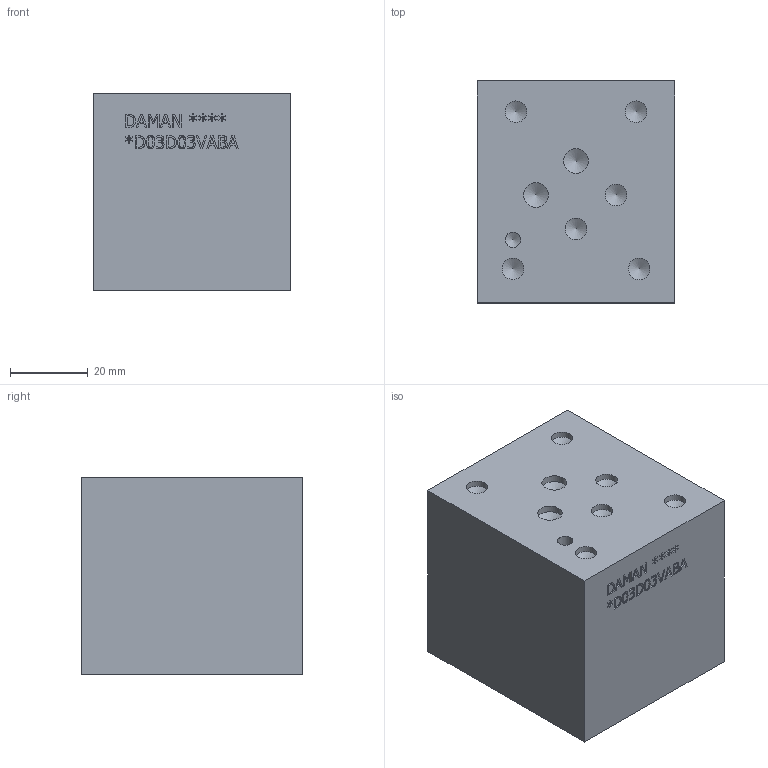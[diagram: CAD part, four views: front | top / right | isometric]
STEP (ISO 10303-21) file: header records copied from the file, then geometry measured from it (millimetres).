
FILE_DESCRIPTION(/* description */ (''),/* implementation_level */ '2;1');
FILE_NAME(/* name */ '_D03D03VABA.stp',/* time_stamp */ '2020-09-03T13:05:06-04:00',/* author */ ('devonn'),/* organization */ (''),/* preprocessor_version */ 'ST-DEVELOPER v17',/* originating_system */ 'Autodesk Inventor 2019',/* authorisation */ '');
FILE_SCHEMA (('AUTOMOTIVE_DESIGN { 1 0 10303 214 3 1 1 }'));
Length unit declared in the file: millimetre
Products named in the file (1): Part_AD03D03VABA.B00462R3_3D
Bounding box: 50.8 x 57.14 x 50.8 mm (x, y, z)
Volume: 145935.3 mm3; surface area: 17846.9 mm2
Topology: 1 solids, 1 shells, 389 faces, 1078 edges, 726 vertices
Faces by surface type: plane 249, bspline 100, cylinder 22, cone 18
Full cylindrical faces by diameter (mm): 3.175 x1, 3.962 x1, 5.563 x12, 6.35 x4, 12.7 x4
Entity records: 13150 total; most frequent: CARTESIAN_POINT 3476, ORIENTED_EDGE 2120, DIRECTION 1524, EDGE_CURVE 1060, LINE 776, VECTOR 776, VERTEX_POINT 726, EDGE_LOOP 442
